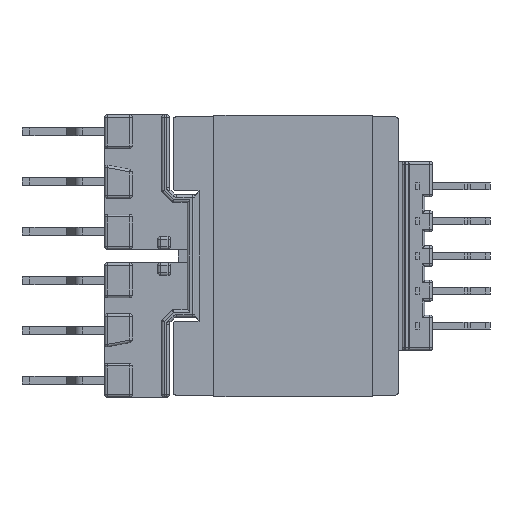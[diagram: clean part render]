
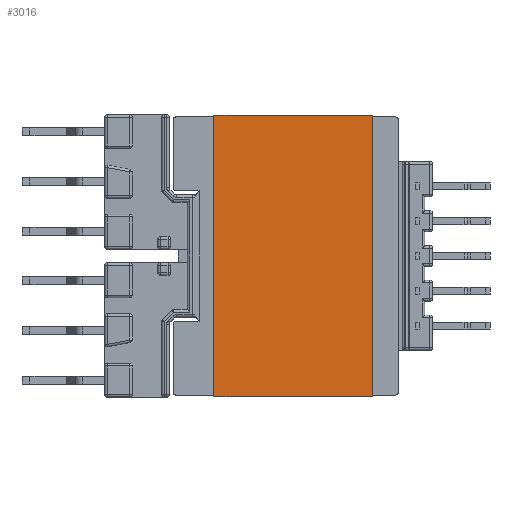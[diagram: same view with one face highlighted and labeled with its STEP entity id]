
A CAD part, front view. The second image highlights one B-rep face of the part: STEP entity #3016.
In plain terms, the highlighted face is planar.
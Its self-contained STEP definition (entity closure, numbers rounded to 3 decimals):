
#241 = VECTOR ( 'NONE', #6684, 1000. ) ;
#984 = VERTEX_POINT ( 'NONE', #16083 ) ;
#2848 = DIRECTION ( 'NONE',  ( 0., -1., 0. ) ) ;
#2908 = EDGE_CURVE ( 'NONE', #15460, #984, #10631, .T. ) ;
#2930 = PLANE ( 'NONE',  #12766 ) ;
#3016 = ADVANCED_FACE ( 'NONE', ( #5949 ), #2930, .F. ) ;
#3197 = VERTEX_POINT ( 'NONE', #15551 ) ;
#4392 = EDGE_LOOP ( 'NONE', ( #10267, #22227, #7400, #18476 ) ) ;
#4871 = CARTESIAN_POINT ( 'NONE',  ( 11.36, 0.16, 0. ) ) ;
#4931 = LINE ( 'NONE', #4871, #241 ) ;
#5508 = LINE ( 'NONE', #7042, #11103 ) ;
#5512 = EDGE_CURVE ( 'NONE', #12469, #984, #4931, .T. ) ;
#5949 = FACE_OUTER_BOUND ( 'NONE', #4392, .T. ) ;
#6684 = DIRECTION ( 'NONE',  ( 0., 1., 0. ) ) ;
#6729 = DIRECTION ( 'NONE',  ( -1., 0., 0. ) ) ;
#7042 = CARTESIAN_POINT ( 'NONE',  ( 11.36, -28.16, 16. ) ) ;
#7365 = EDGE_CURVE ( 'NONE', #3197, #12469, #5508, .T. ) ;
#7400 = ORIENTED_EDGE ( 'NONE', *, *, #19971, .F. ) ;
#8481 = VECTOR ( 'NONE', #9640, 1000. ) ;
#9640 = DIRECTION ( 'NONE',  ( 0., 1., 0. ) ) ;
#10267 = ORIENTED_EDGE ( 'NONE', *, *, #5512, .T. ) ;
#10631 = LINE ( 'NONE', #15542, #21216 ) ;
#11103 = VECTOR ( 'NONE', #18528, 1000. ) ;
#11798 = CARTESIAN_POINT ( 'NONE',  ( 11.36, 0.16, 16. ) ) ;
#12469 = VERTEX_POINT ( 'NONE', #17505 ) ;
#12766 = AXIS2_PLACEMENT_3D ( 'NONE', #23727, #6729, #2848 ) ;
#13813 = LINE ( 'NONE', #11798, #8481 ) ;
#13827 = DIRECTION ( 'NONE',  ( 0., 0., -1. ) ) ;
#15460 = VERTEX_POINT ( 'NONE', #21318 ) ;
#15542 = CARTESIAN_POINT ( 'NONE',  ( 11.36, 0.16, 16. ) ) ;
#15551 = CARTESIAN_POINT ( 'NONE',  ( 11.36, -28.16, 16. ) ) ;
#16083 = CARTESIAN_POINT ( 'NONE',  ( 11.36, 0.16, 0. ) ) ;
#17505 = CARTESIAN_POINT ( 'NONE',  ( 11.36, -28.16, 0. ) ) ;
#18476 = ORIENTED_EDGE ( 'NONE', *, *, #7365, .T. ) ;
#18528 = DIRECTION ( 'NONE',  ( 0., 0., -1. ) ) ;
#19971 = EDGE_CURVE ( 'NONE', #3197, #15460, #13813, .T. ) ;
#21216 = VECTOR ( 'NONE', #13827, 1000. ) ;
#21318 = CARTESIAN_POINT ( 'NONE',  ( 11.36, 0.16, 16. ) ) ;
#22227 = ORIENTED_EDGE ( 'NONE', *, *, #2908, .F. ) ;
#23727 = CARTESIAN_POINT ( 'NONE',  ( 11.36, 0.16, 16. ) ) ;
